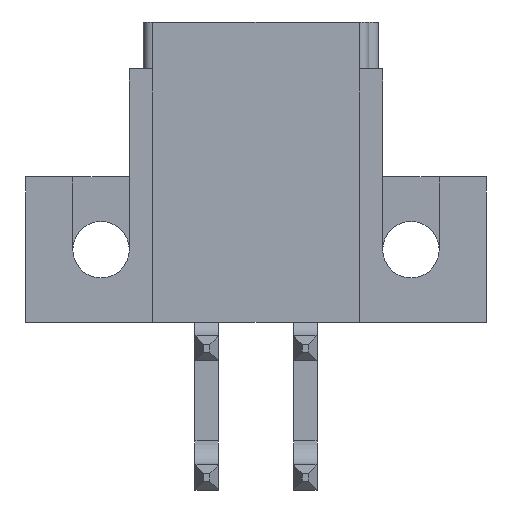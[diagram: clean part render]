
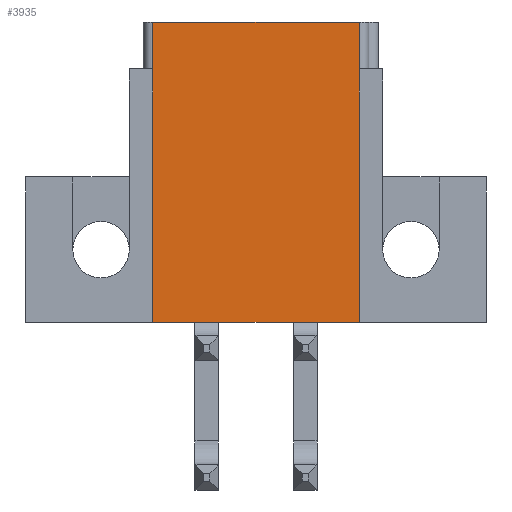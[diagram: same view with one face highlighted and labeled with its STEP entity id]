
A CAD part, front view. The second image highlights one B-rep face of the part: STEP entity #3935.
In plain terms, the highlighted planar face has unit normal (0, -1, 0).
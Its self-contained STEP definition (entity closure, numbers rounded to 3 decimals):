
#81=DIRECTION('',(-1.,0.,0.));
#82=VECTOR('',#81,8.8);
#83=CARTESIAN_POINT('',(4.4,0.4,0.));
#84=LINE('',#83,#82);
#372=DIRECTION('',(-1.,0.,0.));
#373=VECTOR('',#372,8.8);
#374=CARTESIAN_POINT('',(4.4,0.4,-12.8));
#375=LINE('',#374,#373);
#1168=DIRECTION('',(0.,0.,1.));
#1169=VECTOR('',#1168,2.);
#1170=CARTESIAN_POINT('',(4.4,0.4,-2.));
#1171=LINE('',#1170,#1169);
#1190=DIRECTION('',(0.,0.,1.));
#1191=VECTOR('',#1190,10.8);
#1192=CARTESIAN_POINT('',(4.4,0.4,-12.8));
#1193=LINE('',#1192,#1191);
#1538=DIRECTION('',(0.,0.,1.));
#1539=VECTOR('',#1538,2.);
#1540=CARTESIAN_POINT('',(-4.4,0.4,-2.));
#1541=LINE('',#1540,#1539);
#1599=DIRECTION('',(0.,0.,-1.));
#1600=VECTOR('',#1599,10.8);
#1601=CARTESIAN_POINT('',(-4.4,0.4,-2.));
#1602=LINE('',#1601,#1600);
#1647=CARTESIAN_POINT('',(4.4,0.4,-12.8));
#1648=CARTESIAN_POINT('',(-4.4,0.4,-12.8));
#1649=VERTEX_POINT('',#1647);
#1650=VERTEX_POINT('',#1648);
#1855=CARTESIAN_POINT('',(4.4,0.4,-2.));
#1856=CARTESIAN_POINT('',(4.4,0.4,0.));
#1857=VERTEX_POINT('',#1855);
#1858=VERTEX_POINT('',#1856);
#1899=CARTESIAN_POINT('',(-4.4,0.4,0.));
#1900=VERTEX_POINT('',#1899);
#1901=CARTESIAN_POINT('',(-4.4,0.4,-2.));
#1902=VERTEX_POINT('',#1901);
#3919=CARTESIAN_POINT('',(4.8,0.4,0.));
#3920=DIRECTION('',(0.,-1.,0.));
#3921=DIRECTION('',(-1.,0.,0.));
#3922=AXIS2_PLACEMENT_3D('',#3919,#3920,#3921);
#3923=PLANE('',#3922);
#3924=ORIENTED_EDGE('',*,*,#3910,.F.);
#3926=ORIENTED_EDGE('',*,*,#3925,.F.);
#3927=ORIENTED_EDGE('',*,*,#2513,.T.);
#3929=ORIENTED_EDGE('',*,*,#3928,.F.);
#3931=ORIENTED_EDGE('',*,*,#3930,.T.);
#3932=ORIENTED_EDGE('',*,*,#2134,.F.);
#3933=EDGE_LOOP('',(#3924,#3926,#3927,#3929,#3931,#3932));
#3934=FACE_OUTER_BOUND('',#3933,.F.);
#3935=ADVANCED_FACE('',(#3934),#3923,.T.);
#2134=EDGE_CURVE('',#1858,#1900,#84,.T.);
#2513=EDGE_CURVE('',#1649,#1650,#375,.T.);
#3910=EDGE_CURVE('',#1857,#1858,#1171,.T.);
#3925=EDGE_CURVE('',#1649,#1857,#1193,.T.);
#3928=EDGE_CURVE('',#1902,#1650,#1602,.T.);
#3930=EDGE_CURVE('',#1902,#1900,#1541,.T.);
